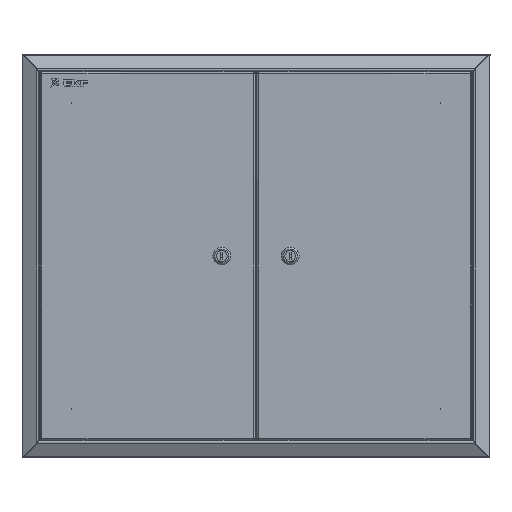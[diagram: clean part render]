
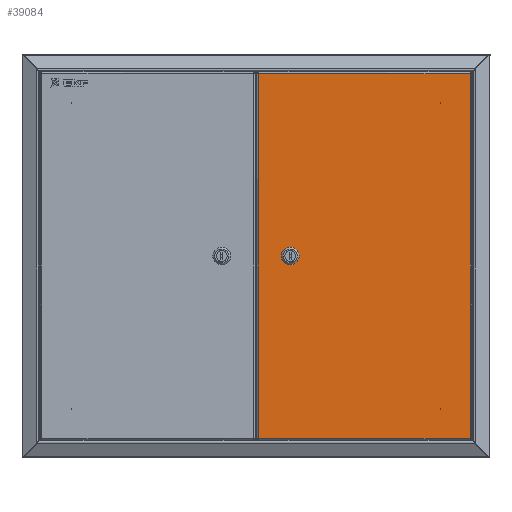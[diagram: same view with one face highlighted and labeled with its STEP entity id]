
A CAD part, top view. The second image highlights one B-rep face of the part: STEP entity #39084.
In plain terms, the highlighted face is planar.
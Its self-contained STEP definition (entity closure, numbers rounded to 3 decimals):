
#167 = VERTEX_POINT ( 'NONE', #34350 ) ;
#378 = CARTESIAN_POINT ( 'NONE',  ( -43., 237.5, -0.7 ) ) ;
#450 = DIRECTION ( 'NONE',  ( 0., -1., 0. ) ) ;
#1112 = DIRECTION ( 'NONE',  ( 0., 0., -1. ) ) ;
#1708 = DIRECTION ( 'NONE',  ( 1., 0., 0. ) ) ;
#1793 = CARTESIAN_POINT ( 'NONE',  ( 0., 0., -0.7 ) ) ;
#1929 = ORIENTED_EDGE ( 'NONE', *, *, #5472, .T. ) ;
#2076 = CIRCLE ( 'NONE', #3383, 9.25 ) ;
#2295 = LINE ( 'NONE', #27636, #39217 ) ;
#2546 = VERTEX_POINT ( 'NONE', #37445 ) ;
#2967 = DIRECTION ( 'NONE',  ( 0., 0., -1. ) ) ;
#3204 = CARTESIAN_POINT ( 'NONE',  ( -237.35, 435., -0.7 ) ) ;
#3383 = AXIS2_PLACEMENT_3D ( 'NONE', #378, #21866, #12824 ) ;
#3394 = CARTESIAN_POINT ( 'NONE',  ( -51.5, 233.851, -0.7 ) ) ;
#3438 = VERTEX_POINT ( 'NONE', #12830 ) ;
#3928 = EDGE_CURVE ( 'NONE', #167, #2546, #19582, .T. ) ;
#4423 = CARTESIAN_POINT ( 'NONE',  ( -34.5, 233.851, -0.7 ) ) ;
#5341 = DIRECTION ( 'NONE',  ( 1., 0., 0. ) ) ;
#5472 = EDGE_CURVE ( 'NONE', #3438, #35350, #10551, .T. ) ;
#6769 = DIRECTION ( 'NONE',  ( 1., 0., 0. ) ) ;
#7037 = VECTOR ( 'NONE', #43224, 1000. ) ;
#7405 = EDGE_CURVE ( 'NONE', #45645, #32854, #2076, .T. ) ;
#7442 = DIRECTION ( 'NONE',  ( 0., 1., 0. ) ) ;
#8312 = ORIENTED_EDGE ( 'NONE', *, *, #39604, .F. ) ;
#8524 = AXIS2_PLACEMENT_3D ( 'NONE', #24450, #2967, #28004 ) ;
#9436 = EDGE_LOOP ( 'NONE', ( #45952, #34195 ) ) ;
#9550 = CARTESIAN_POINT ( 'NONE',  ( -237.85, 435., -0.7 ) ) ;
#9771 = DIRECTION ( 'NONE',  ( 0., -1., 0. ) ) ;
#10166 = EDGE_CURVE ( 'NONE', #12132, #45645, #13635, .T. ) ;
#10168 = AXIS2_PLACEMENT_3D ( 'NONE', #20638, #1112, #27278 ) ;
#10551 = LINE ( 'NONE', #22259, #39106 ) ;
#11252 = LINE ( 'NONE', #23153, #30297 ) ;
#11304 = ORIENTED_EDGE ( 'NONE', *, *, #12350, .F. ) ;
#12132 = VERTEX_POINT ( 'NONE', #3394 ) ;
#12350 = EDGE_CURVE ( 'NONE', #16527, #12132, #41127, .T. ) ;
#12824 = DIRECTION ( 'NONE',  ( -1., 0., 0. ) ) ;
#12830 = CARTESIAN_POINT ( 'NONE',  ( -275.65, 1.7, -0.7 ) ) ;
#13400 = CARTESIAN_POINT ( 'NONE',  ( -237.35, 435., -0.7 ) ) ;
#13635 = LINE ( 'NONE', #39708, #23162 ) ;
#14123 = ORIENTED_EDGE ( 'NONE', *, *, #28698, .T. ) ;
#14826 = EDGE_CURVE ( 'NONE', #40486, #37005, #37588, .T. ) ;
#15550 = CARTESIAN_POINT ( 'NONE',  ( -1.7, 473.3, -0.7 ) ) ;
#16047 = PLANE ( 'NONE',  #17543 ) ;
#16265 = EDGE_CURVE ( 'NONE', #21648, #22633, #44081, .T. ) ;
#16527 = VERTEX_POINT ( 'NONE', #4423 ) ;
#16639 = LINE ( 'NONE', #43064, #7037 ) ;
#16880 = AXIS2_PLACEMENT_3D ( 'NONE', #3204, #28268, #6769 ) ;
#16999 = DIRECTION ( 'NONE',  ( 1., 0., 0. ) ) ;
#17250 = EDGE_LOOP ( 'NONE', ( #35292, #33217, #28093, #11304 ) ) ;
#17543 = AXIS2_PLACEMENT_3D ( 'NONE', #1793, #26828, #5341 ) ;
#18493 = FACE_BOUND ( 'NONE', #9436, .T. ) ;
#19582 = CIRCLE ( 'NONE', #10168, 0.5 ) ;
#20638 = CARTESIAN_POINT ( 'NONE',  ( -237.35, 40., -0.7 ) ) ;
#20963 = AXIS2_PLACEMENT_3D ( 'NONE', #21533, #33387, #34316 ) ;
#21533 = CARTESIAN_POINT ( 'NONE',  ( -43., 237.5, -0.7 ) ) ;
#21648 = VERTEX_POINT ( 'NONE', #43540 ) ;
#21866 = DIRECTION ( 'NONE',  ( 0., 0., -1. ) ) ;
#21953 = CARTESIAN_POINT ( 'NONE',  ( -51.5, 241.149, -0.7 ) ) ;
#22259 = CARTESIAN_POINT ( 'NONE',  ( -275.65, 0.841, -0.7 ) ) ;
#22633 = VERTEX_POINT ( 'NONE', #9550 ) ;
#22735 = EDGE_LOOP ( 'NONE', ( #8312, #32032 ) ) ;
#23153 = CARTESIAN_POINT ( 'NONE',  ( -276.509, 473.3, -0.7 ) ) ;
#23162 = VECTOR ( 'NONE', #7442, 1000. ) ;
#23216 = EDGE_LOOP ( 'NONE', ( #25906, #14123, #1929, #30777 ) ) ;
#23951 = CARTESIAN_POINT ( 'NONE',  ( -34.5, 241.149, -0.7 ) ) ;
#24450 = CARTESIAN_POINT ( 'NONE',  ( -237.35, 40., -0.7 ) ) ;
#25906 = ORIENTED_EDGE ( 'NONE', *, *, #14826, .T. ) ;
#26582 = CIRCLE ( 'NONE', #16880, 0.5 ) ;
#26828 = DIRECTION ( 'NONE',  ( 0., 0., 1. ) ) ;
#27278 = DIRECTION ( 'NONE',  ( -1., 0., 0. ) ) ;
#27636 = CARTESIAN_POINT ( 'NONE',  ( -34.5, 241.149, -0.7 ) ) ;
#27863 = DIRECTION ( 'NONE',  ( 0., 1., 0. ) ) ;
#28004 = DIRECTION ( 'NONE',  ( -1., 0., 0. ) ) ;
#28093 = ORIENTED_EDGE ( 'NONE', *, *, #10166, .F. ) ;
#28268 = DIRECTION ( 'NONE',  ( 0., 0., -1. ) ) ;
#28698 = EDGE_CURVE ( 'NONE', #37005, #3438, #16639, .T. ) ;
#29928 = CARTESIAN_POINT ( 'NONE',  ( -1.7, 474.159, -0.7 ) ) ;
#30297 = VECTOR ( 'NONE', #1708, 1000. ) ;
#30777 = ORIENTED_EDGE ( 'NONE', *, *, #38478, .T. ) ;
#31358 = CIRCLE ( 'NONE', #8524, 0.5 ) ;
#32032 = ORIENTED_EDGE ( 'NONE', *, *, #3928, .F. ) ;
#32854 = VERTEX_POINT ( 'NONE', #23951 ) ;
#33217 = ORIENTED_EDGE ( 'NONE', *, *, #7405, .F. ) ;
#33387 = DIRECTION ( 'NONE',  ( 0., 0., -1. ) ) ;
#34195 = ORIENTED_EDGE ( 'NONE', *, *, #16265, .F. ) ;
#34316 = DIRECTION ( 'NONE',  ( -1., 0., 0. ) ) ;
#34350 = CARTESIAN_POINT ( 'NONE',  ( -236.85, 40., -0.7 ) ) ;
#35285 = FACE_OUTER_BOUND ( 'NONE', #23216, .T. ) ;
#35292 = ORIENTED_EDGE ( 'NONE', *, *, #38703, .F. ) ;
#35350 = VERTEX_POINT ( 'NONE', #36060 ) ;
#36060 = CARTESIAN_POINT ( 'NONE',  ( -275.65, 473.3, -0.7 ) ) ;
#36346 = EDGE_CURVE ( 'NONE', #22633, #21648, #26582, .T. ) ;
#37005 = VERTEX_POINT ( 'NONE', #44656 ) ;
#37445 = CARTESIAN_POINT ( 'NONE',  ( -237.85, 40., -0.7 ) ) ;
#37588 = LINE ( 'NONE', #29928, #45853 ) ;
#38408 = DIRECTION ( 'NONE',  ( 0., 0., -1. ) ) ;
#38478 = EDGE_CURVE ( 'NONE', #35350, #40486, #11252, .T. ) ;
#38703 = EDGE_CURVE ( 'NONE', #32854, #16527, #2295, .T. ) ;
#39084 = ADVANCED_FACE ( 'NONE', ( #18493, #44666, #45787, #35285 ), #16047, .F. ) ;
#39106 = VECTOR ( 'NONE', #27863, 1000. ) ;
#39217 = VECTOR ( 'NONE', #9771, 1000. ) ;
#39604 = EDGE_CURVE ( 'NONE', #2546, #167, #31358, .T. ) ;
#39708 = CARTESIAN_POINT ( 'NONE',  ( -51.5, 241.149, -0.7 ) ) ;
#40095 = AXIS2_PLACEMENT_3D ( 'NONE', #13400, #38408, #16999 ) ;
#40486 = VERTEX_POINT ( 'NONE', #15550 ) ;
#41127 = CIRCLE ( 'NONE', #20963, 9.25 ) ;
#43064 = CARTESIAN_POINT ( 'NONE',  ( -0.841, 1.7, -0.7 ) ) ;
#43224 = DIRECTION ( 'NONE',  ( -1., 0., 0. ) ) ;
#43540 = CARTESIAN_POINT ( 'NONE',  ( -236.85, 435., -0.7 ) ) ;
#44081 = CIRCLE ( 'NONE', #40095, 0.5 ) ;
#44656 = CARTESIAN_POINT ( 'NONE',  ( -1.7, 1.7, -0.7 ) ) ;
#44666 = FACE_BOUND ( 'NONE', #22735, .T. ) ;
#45645 = VERTEX_POINT ( 'NONE', #21953 ) ;
#45787 = FACE_BOUND ( 'NONE', #17250, .T. ) ;
#45853 = VECTOR ( 'NONE', #450, 1000. ) ;
#45952 = ORIENTED_EDGE ( 'NONE', *, *, #36346, .F. ) ;
